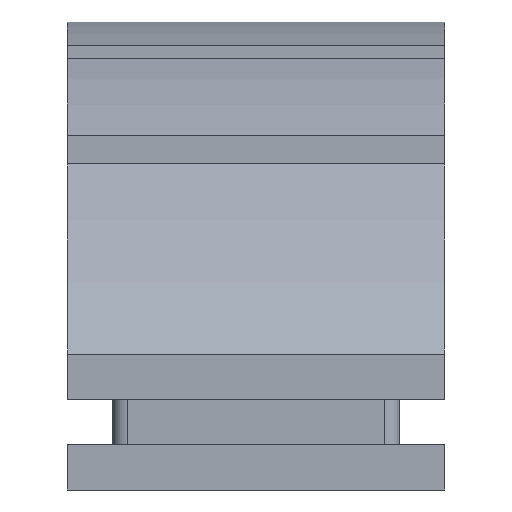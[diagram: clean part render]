
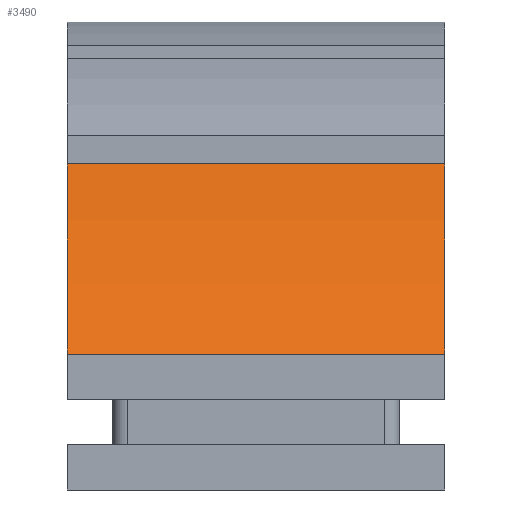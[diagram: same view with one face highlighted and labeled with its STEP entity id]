
A CAD part, left-side view. The second image highlights one B-rep face of the part: STEP entity #3490.
In plain terms, the highlighted cylindrical face has radius 108.182 mm (diameter 216.364 mm), a partial arc.
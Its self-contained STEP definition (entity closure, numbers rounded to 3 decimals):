
#291=FACE_OUTER_BOUND('',#487,.T.);
#487=EDGE_LOOP('',(#3012,#3013,#3014,#3015));
#688=CIRCLE('',#3861,108.182);
#689=CIRCLE('',#3865,108.182);
#962=LINE('',#6075,#1276);
#967=LINE('',#6085,#1281);
#1276=VECTOR('',#4815,10.);
#1281=VECTOR('',#4824,10.);
#1648=VERTEX_POINT('',#6068);
#1649=VERTEX_POINT('',#6070);
#1650=VERTEX_POINT('',#6074);
#1653=VERTEX_POINT('',#6084);
#2135=EDGE_CURVE('',#1648,#1649,#688,.T.);
#2137=EDGE_CURVE('',#1649,#1650,#962,.T.);
#2142=EDGE_CURVE('',#1648,#1653,#967,.T.);
#2143=EDGE_CURVE('',#1650,#1653,#689,.T.);
#3012=ORIENTED_EDGE('',*,*,#2137,.F.);
#3013=ORIENTED_EDGE('',*,*,#2135,.F.);
#3014=ORIENTED_EDGE('',*,*,#2142,.T.);
#3015=ORIENTED_EDGE('',*,*,#2143,.F.);
#3330=CYLINDRICAL_SURFACE('',#3864,108.182);
#3490=ADVANCED_FACE('',(#291),#3330,.T.);
#3861=AXIS2_PLACEMENT_3D('',#6071,#4810,#4811);
#3864=AXIS2_PLACEMENT_3D('',#6083,#4822,#4823);
#3865=AXIS2_PLACEMENT_3D('',#6086,#4825,#4826);
#4810=DIRECTION('center_axis',(0.,1.,0.));
#4811=DIRECTION('ref_axis',(-0.805,0.,0.593));
#4815=DIRECTION('',(0.,-1.,0.));
#4822=DIRECTION('center_axis',(0.,1.,0.));
#4823=DIRECTION('ref_axis',(-0.805,0.,0.593));
#4824=DIRECTION('',(0.,-1.,0.));
#4825=DIRECTION('center_axis',(0.,-1.,0.));
#4826=DIRECTION('ref_axis',(-0.805,0.,0.593));
#6068=CARTESIAN_POINT('',(-87.086,25.,12.));
#6070=CARTESIAN_POINT('',(-61.,25.,37.162));
#6071=CARTESIAN_POINT('Origin',(0.,25.,-52.182));
#6074=CARTESIAN_POINT('',(-61.,-25.,37.162));
#6075=CARTESIAN_POINT('',(-61.,0.,37.162));
#6083=CARTESIAN_POINT('Origin',(0.,0.,-52.182));
#6084=CARTESIAN_POINT('',(-87.086,-25.,12.));
#6085=CARTESIAN_POINT('',(-87.086,0.,12.));
#6086=CARTESIAN_POINT('Origin',(0.,-25.,-52.182));
